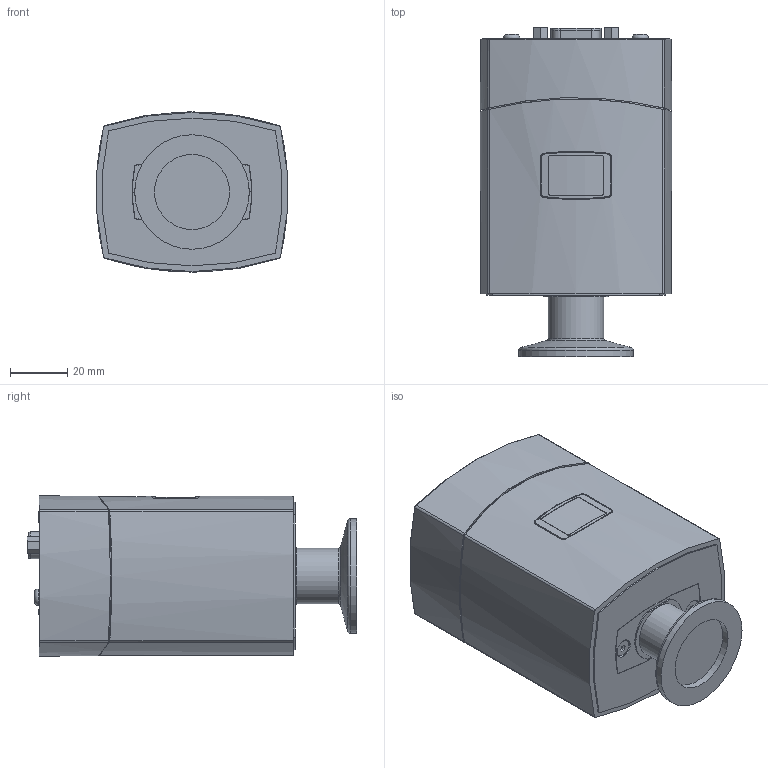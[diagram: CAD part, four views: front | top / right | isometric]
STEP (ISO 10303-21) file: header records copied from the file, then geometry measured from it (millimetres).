
FILE_DESCRIPTION(/* description */ (''),/* implementation_level */ '2;1');
FILE_NAME(/* name */ 'PCG55x_9DSub_ECAT_25KF.stp',/* time_stamp */ '2018-12-10T14:09:25+01:00',/* author */ ('BEM'),/* organization */ (''),/* preprocessor_version */ 'ST-DEVELOPER v17',/* originating_system */ 'Autodesk Inventor 2018',/* authorisation */ '');
FILE_SCHEMA (('AUTOMOTIVE_DESIGN { 1 0 10303 214 3 1 1 }'));
Products named in the file (1): Bauteil3
Bounding box: 67 x 115.1 x 56 mm (x, y, z)
Volume: 83727.6 mm3; surface area: 85855.2 mm2
Topology: 161 solids, 161 shells, 2976 faces, 7740 edges, 5141 vertices
Faces by surface type: plane 2079, cylinder 427, bspline 387, cone 47, torus 25, sphere 11
Full cylindrical faces by diameter (mm): 0.9 x9, 1.1 x2, 1.2 x1, 1.3 x3, 2.156 x2, 2.459 x8, 2.5 x3, 2.6 x7, 2.693 x2, 2.8 x5, 2.845 x2, 2.9 x5, 3 x15, 3.2 x11, 3.4 x5, 3.5 x2, 3.6 x2, 4 x3, 5.5 x2, 5.7 x2, 6 x2, 16 x1, 18 x1, 19 x1, 19.5 x1, 26.2 x1, 40 x1
Entity records: 96180 total; most frequent: CARTESIAN_POINT 22016, ORIENTED_EDGE 15442, DIRECTION 13002, EDGE_CURVE 7721, LINE 5796, VECTOR 5796, VERTEX_POINT 5141, AXIS2_PLACEMENT_3D 3603
